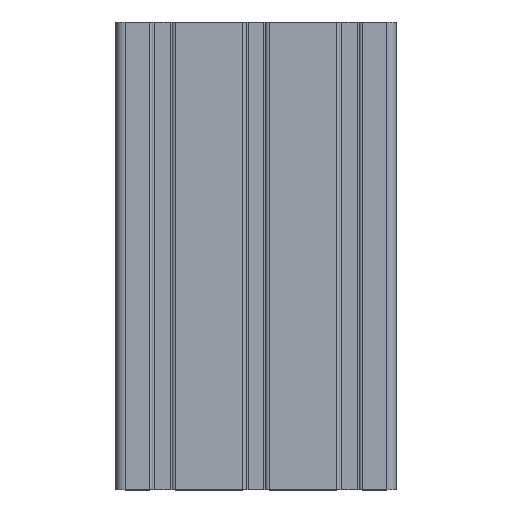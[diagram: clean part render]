
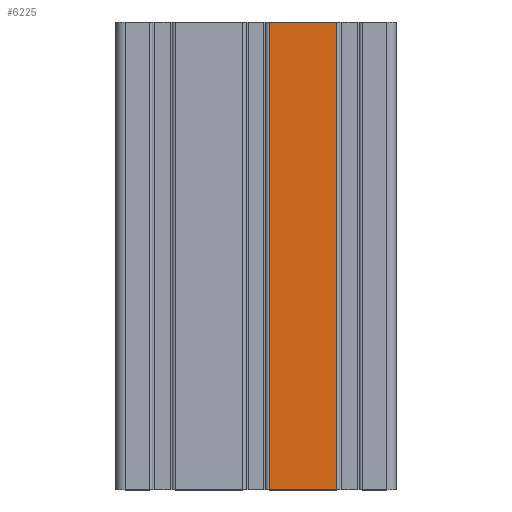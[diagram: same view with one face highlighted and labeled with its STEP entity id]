
A CAD part, top view. The second image highlights one B-rep face of the part: STEP entity #6225.
In plain terms, the highlighted planar face has unit normal (0, 0, 1).
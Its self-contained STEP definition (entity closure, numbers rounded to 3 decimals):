
#495 = CARTESIAN_POINT ( 'NONE',  ( 5.6, 200., 20. ) ) ;
#524 = EDGE_CURVE ( 'NONE', #1117, #8018, #971, .T. ) ;
#858 = PLANE ( 'NONE',  #1565 ) ;
#971 = LINE ( 'NONE', #3192, #8136 ) ;
#980 = VECTOR ( 'NONE', #8323, 1000. ) ;
#1117 = VERTEX_POINT ( 'NONE', #4686 ) ;
#1565 = AXIS2_PLACEMENT_3D ( 'NONE', #1731, #6664, #1835 ) ;
#1722 = LINE ( 'NONE', #5822, #10408 ) ;
#1731 = CARTESIAN_POINT ( 'NONE',  ( 5.6, 0., 20. ) ) ;
#1835 = DIRECTION ( 'NONE',  ( 1., 0., 0. ) ) ;
#3143 = VERTEX_POINT ( 'NONE', #3387 ) ;
#3149 = DIRECTION ( 'NONE',  ( 0., -1., 0. ) ) ;
#3192 = CARTESIAN_POINT ( 'NONE',  ( 5.6, 0., 20. ) ) ;
#3341 = ORIENTED_EDGE ( 'NONE', *, *, #6548, .T. ) ;
#3387 = CARTESIAN_POINT ( 'NONE',  ( 34.4, 200., 20. ) ) ;
#3995 = LINE ( 'NONE', #7465, #980 ) ;
#4375 = ORIENTED_EDGE ( 'NONE', *, *, #8038, .T. ) ;
#4564 = EDGE_LOOP ( 'NONE', ( #3341, #5654, #4375, #8368 ) ) ;
#4686 = CARTESIAN_POINT ( 'NONE',  ( 5.6, 200., 20. ) ) ;
#5384 = EDGE_CURVE ( 'NONE', #7333, #3143, #3995, .T. ) ;
#5654 = ORIENTED_EDGE ( 'NONE', *, *, #5384, .T. ) ;
#5822 = CARTESIAN_POINT ( 'NONE',  ( 5.6, 0., 20. ) ) ;
#5897 = DIRECTION ( 'NONE',  ( 1., 0., 0. ) ) ;
#6225 = ADVANCED_FACE ( 'NONE', ( #8763 ), #858, .T. ) ;
#6548 = EDGE_CURVE ( 'NONE', #8018, #7333, #1722, .T. ) ;
#6664 = DIRECTION ( 'NONE',  ( 0., 0., 1. ) ) ;
#6996 = VECTOR ( 'NONE', #10017, 1000. ) ;
#7333 = VERTEX_POINT ( 'NONE', #8105 ) ;
#7465 = CARTESIAN_POINT ( 'NONE',  ( 34.4, 0., 20. ) ) ;
#8018 = VERTEX_POINT ( 'NONE', #9263 ) ;
#8038 = EDGE_CURVE ( 'NONE', #3143, #1117, #8972, .T. ) ;
#8105 = CARTESIAN_POINT ( 'NONE',  ( 34.4, 0., 20. ) ) ;
#8136 = VECTOR ( 'NONE', #3149, 1000. ) ;
#8323 = DIRECTION ( 'NONE',  ( 0., 1., 0. ) ) ;
#8368 = ORIENTED_EDGE ( 'NONE', *, *, #524, .T. ) ;
#8763 = FACE_OUTER_BOUND ( 'NONE', #4564, .T. ) ;
#8972 = LINE ( 'NONE', #495, #6996 ) ;
#9263 = CARTESIAN_POINT ( 'NONE',  ( 5.6, 0., 20. ) ) ;
#10017 = DIRECTION ( 'NONE',  ( -1., 0., 0. ) ) ;
#10408 = VECTOR ( 'NONE', #5897, 1000. ) ;
